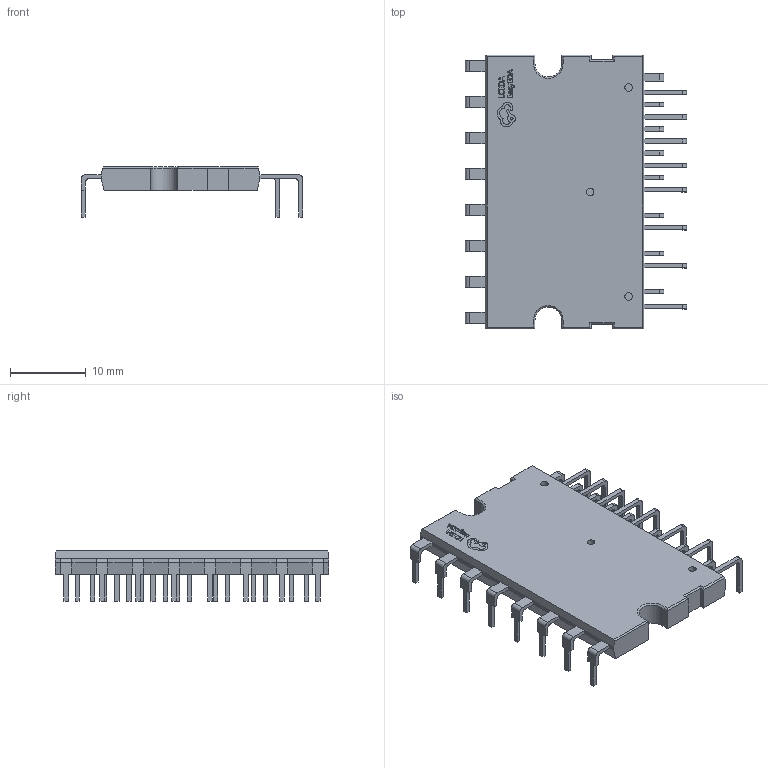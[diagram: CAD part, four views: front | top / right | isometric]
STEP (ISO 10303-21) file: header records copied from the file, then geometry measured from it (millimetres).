
FILE_DESCRIPTION (( 'STEP AP214' ), '1' );
FILE_NAME ('SEMI-TH_IGCM06F60GA.step', '2022-08-03T12:33:46', ( '' ), ( '' ), 'SwSTEP 2.0', 'SolidWorks 2020', '' );
FILE_SCHEMA (( 'AUTOMOTIVE_DESIGN' ));
Length unit declared in the file: millimetre
Products named in the file (1): SEMI-TH_IGCM06F60GA
Bounding box: 29.1 x 36 x 6.6 mm (x, y, z)
Volume: 2257.6 mm3; surface area: 2346.2 mm2
Topology: 14 solids, 14 shells, 610 faces, 1640 edges, 1072 vertices
Faces by surface type: plane 432, bspline 114, cylinder 62, cone 2
Entity records: 23749 total; most frequent: CARTESIAN_POINT 5685, ORIENTED_EDGE 3280, DIRECTION 2528, EDGE_CURVE 1640, LINE 1282, VECTOR 1282, VERTEX_POINT 1072, EDGE_LOOP 636
